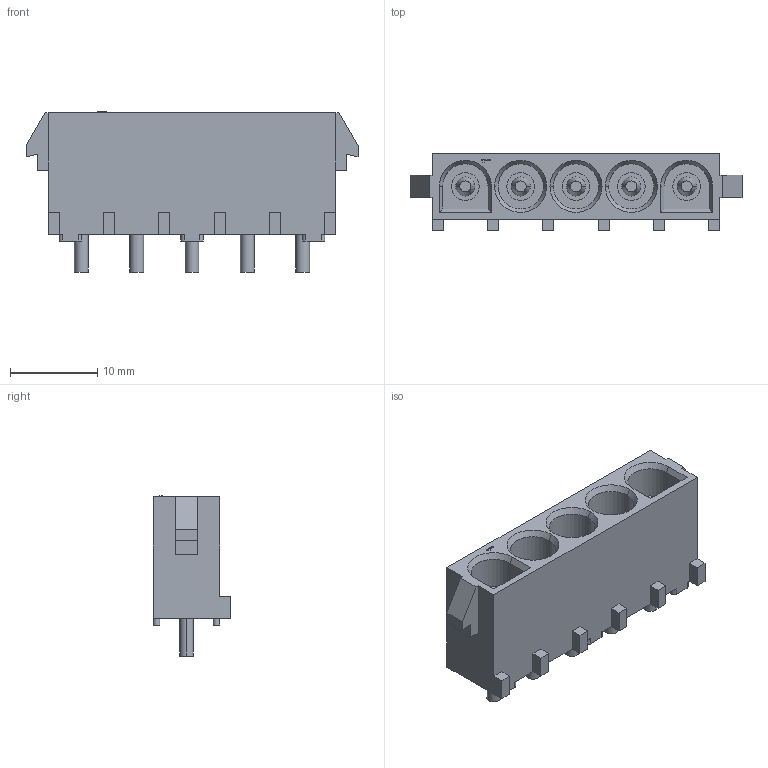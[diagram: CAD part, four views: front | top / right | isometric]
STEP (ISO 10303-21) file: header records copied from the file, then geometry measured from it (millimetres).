
FILE_DESCRIPTION((''),'2;1');
FILE_NAME('TYCO_640900-1.stp','2008-06-04T17:29:01',(''),(''),'Mechanical Desktop 2008','Mechanical Desktop 2008',', , ');
FILE_SCHEMA(('AUTOMOTIVE_DESIGN { 1 2 10303 214 1 1 1 1 }'));
Length unit declared in the file: millimetre
Products named in the file (2): ProductA; Product
Bounding box: 38.1 x 8.89 x 18.38 mm (x, y, z)
Volume: 2401.2 mm3; surface area: 3342.8 mm2
Topology: 1 solids, 1 shells, 162 faces, 393 edges, 254 vertices
Faces by surface type: plane 94, cylinder 50, cone 18
Entity records: 4782 total; most frequent: DIRECTION 839, CARTESIAN_POINT 811, ORIENTED_EDGE 786, EDGE_CURVE 393, AXIS2_PLACEMENT_3D 282, VECTOR 275, LINE 275, VERTEX_POINT 254
